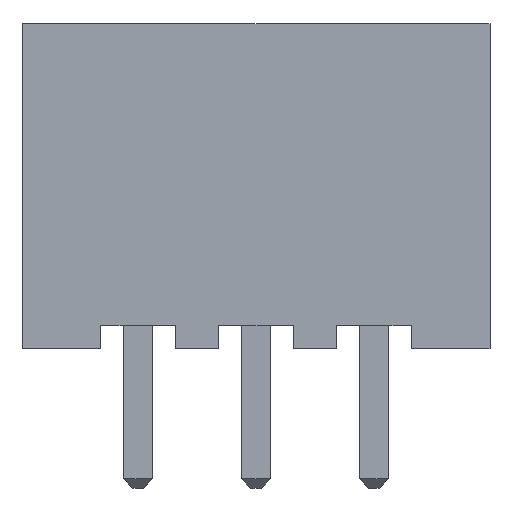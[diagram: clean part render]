
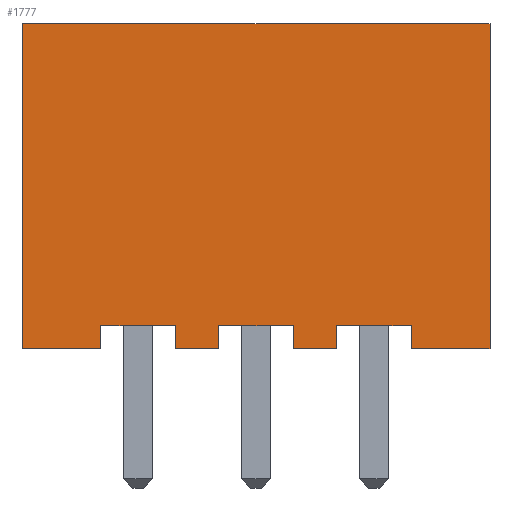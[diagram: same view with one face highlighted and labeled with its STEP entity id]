
A CAD part, front view. The second image highlights one B-rep face of the part: STEP entity #1777.
In plain terms, the highlighted planar face has unit normal (0, -1, 0).
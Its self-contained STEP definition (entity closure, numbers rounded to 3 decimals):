
#171=FACE_OUTER_BOUND('',#271,.T.);
#271=EDGE_LOOP('',(#1567,#1568,#1569,#1570,#1571,#1572,#1573,#1574,#1575,
#1576,#1577,#1578,#1579,#1580,#1581,#1582));
#280=LINE('',#2335,#514);
#290=LINE('',#2356,#524);
#294=LINE('',#2363,#528);
#297=LINE('',#2369,#531);
#304=LINE('',#2383,#538);
#361=LINE('',#2501,#595);
#378=LINE('',#2534,#612);
#380=LINE('',#2539,#614);
#383=LINE('',#2545,#617);
#390=LINE('',#2559,#624);
#491=LINE('',#2765,#725);
#493=LINE('',#2768,#727);
#496=LINE('',#2774,#730);
#499=LINE('',#2780,#733);
#505=LINE('',#2791,#739);
#506=LINE('',#2793,#740);
#514=VECTOR('',#1902,1.);
#524=VECTOR('',#1918,1.);
#528=VECTOR('',#1924,1.);
#531=VECTOR('',#1929,1.);
#538=VECTOR('',#1938,1.);
#595=VECTOR('',#2047,1.);
#612=VECTOR('',#2070,1.);
#614=VECTOR('',#2074,1.);
#617=VECTOR('',#2079,1.);
#624=VECTOR('',#2088,1.);
#725=VECTOR('',#2279,1.);
#727=VECTOR('',#2283,10.);
#730=VECTOR('',#2288,1.);
#733=VECTOR('',#2293,1.);
#739=VECTOR('',#2309,1.);
#740=VECTOR('',#2312,10.);
#742=VERTEX_POINT('',#2321);
#748=VERTEX_POINT('',#2333);
#755=VERTEX_POINT('',#2353);
#758=VERTEX_POINT('',#2361);
#760=VERTEX_POINT('',#2367);
#766=VERTEX_POINT('',#2381);
#800=VERTEX_POINT('',#2498);
#801=VERTEX_POINT('',#2500);
#813=VERTEX_POINT('',#2530);
#816=VERTEX_POINT('',#2538);
#818=VERTEX_POINT('',#2544);
#824=VERTEX_POINT('',#2558);
#883=VERTEX_POINT('',#2762);
#884=VERTEX_POINT('',#2764);
#886=VERTEX_POINT('',#2773);
#888=VERTEX_POINT('',#2779);
#896=EDGE_CURVE('',#742,#748,#280,.T.);
#906=EDGE_CURVE('',#755,#748,#290,.T.);
#910=EDGE_CURVE('',#758,#755,#294,.T.);
#913=EDGE_CURVE('',#760,#758,#297,.T.);
#920=EDGE_CURVE('',#766,#760,#304,.T.);
#977=EDGE_CURVE('',#800,#801,#361,.T.);
#994=EDGE_CURVE('',#813,#801,#378,.T.);
#996=EDGE_CURVE('',#816,#813,#380,.T.);
#999=EDGE_CURVE('',#818,#816,#383,.T.);
#1006=EDGE_CURVE('',#824,#818,#390,.T.);
#1107=EDGE_CURVE('',#883,#884,#491,.T.);
#1109=EDGE_CURVE('',#883,#824,#493,.T.);
#1112=EDGE_CURVE('',#884,#886,#496,.T.);
#1115=EDGE_CURVE('',#886,#888,#499,.T.);
#1121=EDGE_CURVE('',#888,#766,#505,.T.);
#1122=EDGE_CURVE('',#800,#742,#506,.T.);
#1567=ORIENTED_EDGE('',*,*,#1121,.F.);
#1568=ORIENTED_EDGE('',*,*,#1115,.F.);
#1569=ORIENTED_EDGE('',*,*,#1112,.F.);
#1570=ORIENTED_EDGE('',*,*,#1107,.F.);
#1571=ORIENTED_EDGE('',*,*,#1109,.T.);
#1572=ORIENTED_EDGE('',*,*,#1006,.T.);
#1573=ORIENTED_EDGE('',*,*,#999,.T.);
#1574=ORIENTED_EDGE('',*,*,#996,.T.);
#1575=ORIENTED_EDGE('',*,*,#994,.T.);
#1576=ORIENTED_EDGE('',*,*,#977,.F.);
#1577=ORIENTED_EDGE('',*,*,#1122,.T.);
#1578=ORIENTED_EDGE('',*,*,#896,.T.);
#1579=ORIENTED_EDGE('',*,*,#906,.F.);
#1580=ORIENTED_EDGE('',*,*,#910,.F.);
#1581=ORIENTED_EDGE('',*,*,#913,.F.);
#1582=ORIENTED_EDGE('',*,*,#920,.F.);
#1683=PLANE('',#1886);
#1777=ADVANCED_FACE('',(#171),#1683,.T.);
#1886=AXIS2_PLACEMENT_3D('',#2792,#2310,#2311);
#1902=DIRECTION('',(0.,0.,-1.));
#1918=DIRECTION('',(-1.,0.,0.));
#1924=DIRECTION('',(0.,0.,-1.));
#1929=DIRECTION('',(-1.,0.,0.));
#1938=DIRECTION('',(0.,0.,1.));
#2047=DIRECTION('',(0.,0.,-1.));
#2070=DIRECTION('',(1.,0.,0.));
#2074=DIRECTION('',(0.,0.,-1.));
#2079=DIRECTION('',(1.,0.,0.));
#2088=DIRECTION('',(0.,0.,1.));
#2279=DIRECTION('',(0.,0.,1.));
#2283=DIRECTION('',(1.,0.,0.));
#2288=DIRECTION('',(-1.,0.,0.));
#2293=DIRECTION('',(0.,0.,-1.));
#2309=DIRECTION('',(-1.,0.,0.));
#2310=DIRECTION('center_axis',(0.,-1.,0.));
#2311=DIRECTION('ref_axis',(0.,0.,
-1.));
#2312=DIRECTION('',(-1.,0.,0.));
#2321=CARTESIAN_POINT('',(-2.52,-3.15,7.));
#2333=CARTESIAN_POINT('',(-2.52,-3.15,0.));
#2335=CARTESIAN_POINT('',(-2.52,-3.15,7.));
#2353=CARTESIAN_POINT('',(-0.82,-3.15,0.));
#2356=CARTESIAN_POINT('',(9.98,-3.15,0.));
#2361=CARTESIAN_POINT('',(-0.82,-3.15,0.5));
#2363=CARTESIAN_POINT('',(-0.82,-3.15,3.25));
#2367=CARTESIAN_POINT('',(0.78,-3.15,0.5));
#2369=CARTESIAN_POINT('',(4.58,-3.15,0.5));
#2381=CARTESIAN_POINT('',(0.78,-3.15,0.));
#2383=CARTESIAN_POINT('',(0.78,-3.15,3.75));
#2498=CARTESIAN_POINT('',(7.56,-3.15,7.));
#2500=CARTESIAN_POINT('',(7.56,-3.15,0.));
#2501=CARTESIAN_POINT('',(7.56,-3.15,7.));
#2530=CARTESIAN_POINT('',(5.86,-3.15,0.));
#2534=CARTESIAN_POINT('',(-4.94,-3.15,0.));
#2538=CARTESIAN_POINT('',(5.86,-3.15,0.5));
#2539=CARTESIAN_POINT('',(5.86,-3.15,3.25));
#2544=CARTESIAN_POINT('',(4.26,-3.15,0.5));
#2545=CARTESIAN_POINT('',(0.46,-3.15,0.5));
#2558=CARTESIAN_POINT('',(4.26,-3.15,0.));
#2559=CARTESIAN_POINT('',(4.26,-3.15,3.75));
#2762=CARTESIAN_POINT('',(3.32,-3.15,0.));
#2764=CARTESIAN_POINT('',(3.32,-3.15,0.5));
#2765=CARTESIAN_POINT('',(3.32,-3.15,3.75));
#2768=CARTESIAN_POINT('',(3.77,-3.15,0.));
#2773=CARTESIAN_POINT('',(1.72,-3.15,0.5));
#2774=CARTESIAN_POINT('',(5.87,-3.15,0.5));
#2779=CARTESIAN_POINT('',(1.72,-3.15,0.));
#2780=CARTESIAN_POINT('',(1.72,-3.15,3.25));
#2791=CARTESIAN_POINT('',(10.02,-3.15,0.));
#2792=CARTESIAN_POINT('Origin',(10.02,-3.15,7.));
#2793=CARTESIAN_POINT('',(1.27,-3.15,7.));
